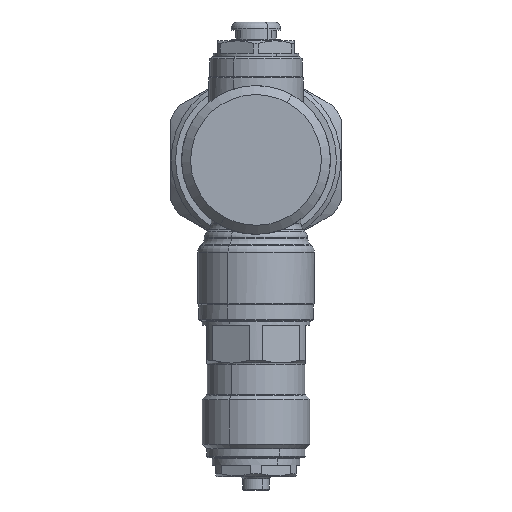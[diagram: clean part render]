
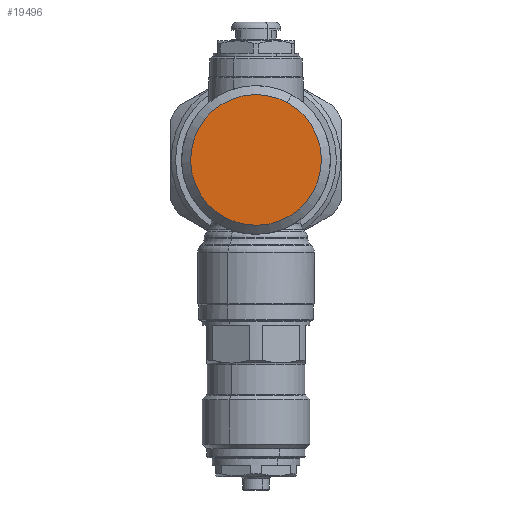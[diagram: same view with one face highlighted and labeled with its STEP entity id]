
A CAD part, front view. The second image highlights one B-rep face of the part: STEP entity #19496.
In plain terms, the highlighted planar face has unit normal (0, -1, 0).
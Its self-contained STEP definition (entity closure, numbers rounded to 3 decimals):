
#10635=CARTESIAN_POINT('Vertex',(6.976,-26.,12.769)) ;
#10642=CARTESIAN_POINT('Vertex',(-6.976,-26.,-12.769)) ;
#10645=CARTESIAN_POINT('Axis2P3D Location',(0.,-26.,0.)) ;
#10657=CARTESIAN_POINT('Axis2P3D Location',(0.,-26.,0.)) ;
#19487=CARTESIAN_POINT('Axis2P3D Location',(0.,-26.,14.55)) ;
#10646=DIRECTION('Axis2P3D Direction',(0.,1.,0.)) ;
#10658=DIRECTION('Axis2P3D Direction',(0.,1.,0.)) ;
#19488=DIRECTION('Axis2P3D Direction',(-0.,1.,0.)) ;
#19489=DIRECTION('Axis2P3D XDirection',(1.,0.,0.)) ;
#10647=AXIS2_PLACEMENT_3D('Circle Axis2P3D',#10645,#10646,$) ;
#10659=AXIS2_PLACEMENT_3D('Circle Axis2P3D',#10657,#10658,$) ;
#19490=AXIS2_PLACEMENT_3D('Plane Axis2P3D',#19487,#19488,#19489) ;
#10648=CIRCLE('generated circle',#10647,14.55) ;
#10660=CIRCLE('generated circle',#10659,14.55) ;
#19491=PLANE('',#19490) ;
#10649=EDGE_CURVE('',#10643,#10636,#10648,.T.) ;
#10661=EDGE_CURVE('',#10636,#10643,#10660,.T.) ;
#19493=ORIENTED_EDGE('',*,*,#10661,.F.) ;
#19494=ORIENTED_EDGE('',*,*,#10649,.F.) ;
#19492=EDGE_LOOP('',(#19493,#19494)) ;
#10636=VERTEX_POINT('',#10635) ;
#10643=VERTEX_POINT('',#10642) ;
#19496=ADVANCED_FACE('Body.2',(#19495),#19491,.F.) ;
#19495=FACE_OUTER_BOUND('',#19492,.T.) ;
